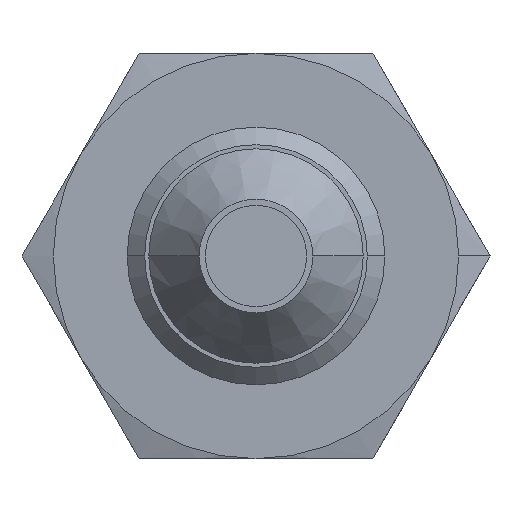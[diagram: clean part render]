
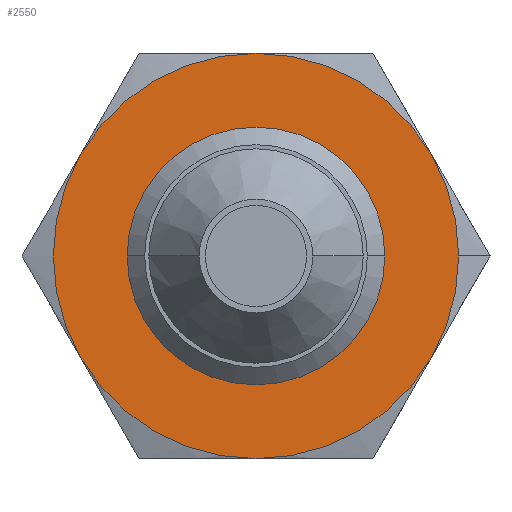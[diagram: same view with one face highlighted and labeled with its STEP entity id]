
A CAD part, left-side view. The second image highlights one B-rep face of the part: STEP entity #2550.
In plain terms, the highlighted planar face has unit normal (-1, 0, 0).
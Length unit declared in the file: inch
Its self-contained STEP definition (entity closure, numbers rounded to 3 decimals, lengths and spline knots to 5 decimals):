
#1035=CARTESIAN_POINT('',(0.,0.,0.));
#1036=DIRECTION('',(1.,0.,0.));
#1037=DIRECTION('',(0.,1.,0.));
#1038=AXIS2_PLACEMENT_3D('',#1035,#1036,#1037);
#1057=CARTESIAN_POINT('',(0.,0.,0.));
#1058=DIRECTION('',(-1.,0.,0.));
#1059=DIRECTION('',(0.,1.,0.));
#1060=AXIS2_PLACEMENT_3D('',#1057,#1058,#1059);
#1065=CARTESIAN_POINT('',(0.,0.,0.));
#1066=DIRECTION('',(1.,0.,0.));
#1067=DIRECTION('',(0.,0.866,0.5));
#1068=AXIS2_PLACEMENT_3D('',#1065,#1066,#1067);
#1073=CARTESIAN_POINT('',(0.,0.,0.));
#1074=DIRECTION('',(1.,0.,0.));
#1075=DIRECTION('',(0.,0.,1.));
#1076=AXIS2_PLACEMENT_3D('',#1073,#1074,#1075);
#1081=CARTESIAN_POINT('',(0.,0.,0.));
#1082=DIRECTION('',(1.,0.,0.));
#1083=DIRECTION('',(0.,-0.866,0.5));
#1084=AXIS2_PLACEMENT_3D('',#1081,#1082,#1083);
#1089=CARTESIAN_POINT('',(0.,0.,0.));
#1090=DIRECTION('',(-1.,0.,0.));
#1091=DIRECTION('',(0.,-0.866,-0.5));
#1092=AXIS2_PLACEMENT_3D('',#1089,#1090,#1091);
#1097=CARTESIAN_POINT('',(0.,0.,0.));
#1098=DIRECTION('',(-1.,0.,0.));
#1099=DIRECTION('',(0.,0.,-1.));
#1100=AXIS2_PLACEMENT_3D('',#1097,#1098,#1099);
#1105=CARTESIAN_POINT('',(0.,0.,0.));
#1106=DIRECTION('',(-1.,0.,0.));
#1107=DIRECTION('',(0.,0.866,-0.5));
#1108=AXIS2_PLACEMENT_3D('',#1105,#1106,#1107);
#1113=CARTESIAN_POINT('',(0.,0.,0.));
#1114=DIRECTION('',(-1.,0.,0.));
#1115=DIRECTION('',(0.,0.866,0.5));
#1116=AXIS2_PLACEMENT_3D('',#1113,#1114,#1115);
#1138=CARTESIAN_POINT('',(0.,0.29791,0.172));
#1160=CARTESIAN_POINT('',(0.,-0.29791,0.172));
#1171=CARTESIAN_POINT('',(0.,0.,0.344));
#1193=CARTESIAN_POINT('',(0.,0.29791,-0.172));
#1215=CARTESIAN_POINT('',(0.,0.,-0.344));
#1237=CARTESIAN_POINT('',(0.,-0.29791,-0.172));
#1497=CARTESIAN_POINT('',(0.,0.182,0.));
#1499=VERTEX_POINT('',#1497);
#1513=CARTESIAN_POINT('',(0.,-0.182,0.));
#1515=VERTEX_POINT('',#1513);
#1577=VERTEX_POINT('',#1171);
#1580=VERTEX_POINT('',#1138);
#1581=VERTEX_POINT('',#1160);
#1589=VERTEX_POINT('',#1193);
#1591=VERTEX_POINT('',#1215);
#1592=VERTEX_POINT('',#1237);
#1595=CARTESIAN_POINT('',(0.,-0.344,0.));
#1596=VERTEX_POINT('',#1595);
#2525=CARTESIAN_POINT('',(0.,0.,0.));
#2526=DIRECTION('',(1.,0.,0.));
#2527=DIRECTION('',(0.,-1.,0.));
#2528=AXIS2_PLACEMENT_3D('',#2525,#2526,#2527);
#2529=PLANE('',#2528);
#2531=ORIENTED_EDGE('',*,*,#2530,.F.);
#2533=ORIENTED_EDGE('',*,*,#2532,.T.);
#2535=ORIENTED_EDGE('',*,*,#2534,.T.);
#2537=ORIENTED_EDGE('',*,*,#2536,.T.);
#2539=ORIENTED_EDGE('',*,*,#2538,.F.);
#2541=ORIENTED_EDGE('',*,*,#2540,.F.);
#2543=ORIENTED_EDGE('',*,*,#2542,.F.);
#2544=EDGE_LOOP('',(#2531,#2533,#2535,#2537,#2539,#2541,#2543));
#2545=FACE_OUTER_BOUND('',#2544,.F.);
#2546=ORIENTED_EDGE('',*,*,#2504,.F.);
#2547=ORIENTED_EDGE('',*,*,#2520,.T.);
#2548=EDGE_LOOP('',(#2546,#2547));
#2549=FACE_BOUND('',#2548,.F.);
#1039=CIRCLE('',#1038,0.182);
#1061=CIRCLE('',#1060,0.182);
#1069=CIRCLE('',#1068,0.344);
#1077=CIRCLE('',#1076,0.344);
#1085=CIRCLE('',#1084,0.344);
#1093=CIRCLE('',#1092,0.344);
#1101=CIRCLE('',#1100,0.344);
#1109=CIRCLE('',#1108,0.344);
#1117=CIRCLE('',#1116,0.344);
#2504=EDGE_CURVE('',#1499,#1515,#1039,.T.);
#2520=EDGE_CURVE('',#1499,#1515,#1061,.T.);
#2530=EDGE_CURVE('',#1580,#1589,#1117,.T.);
#2532=EDGE_CURVE('',#1580,#1577,#1069,.T.);
#2534=EDGE_CURVE('',#1577,#1581,#1077,.T.);
#2536=EDGE_CURVE('',#1581,#1596,#1085,.T.);
#2538=EDGE_CURVE('',#1592,#1596,#1093,.T.);
#2540=EDGE_CURVE('',#1591,#1592,#1101,.T.);
#2542=EDGE_CURVE('',#1589,#1591,#1109,.T.);
#2550=ADVANCED_FACE('',(#2545,#2549),#2529,.F.);
